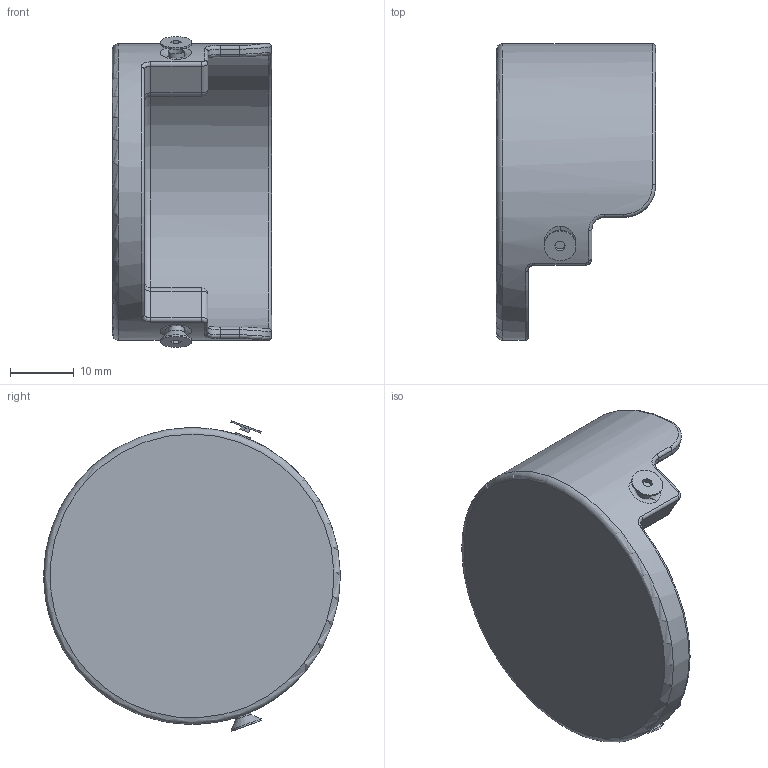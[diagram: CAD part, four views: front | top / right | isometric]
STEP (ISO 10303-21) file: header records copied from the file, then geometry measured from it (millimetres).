
FILE_DESCRIPTION(/* description */ (''),/* implementation_level */ '2;1');
FILE_NAME(/* name */ 'Fond arriere.step',/* time_stamp */ '2023-06-08T19:13:59+02:00',/* author */ (''),/* organization */ (''),/* preprocessor_version */ 'ST-DEVELOPER v19.2',/* originating_system */ 'Autodesk Translation Framework v12.4.0.73',/* authorisation */ '');
FILE_SCHEMA (('AUTOMOTIVE_DESIGN { 1 0 10303 214 3 1 1 }'));
Length unit declared in the file: metre
Products named in the file (1): Fond arriere
Bounding box: 25 x 46.6 x 48.79 mm (x, y, z)
Volume: 12223.5 mm3; surface area: 7834.9 mm2
Topology: 3 solids, 3 shells, 107 faces, 260 edges, 157 vertices
Faces by surface type: cylinder 35, plane 29, torus 17, bspline 16, sphere 6, cone 4
Full cylindrical faces by diameter (mm): 2 x2, 2.5 x2, 5 x2, 46.6 x1
Entity records: 11164 total; most frequent: CARTESIAN_POINT 8717, ORIENTED_EDGE 512, DIRECTION 481, EDGE_CURVE 256, AXIS2_PLACEMENT_3D 193, VERTEX_POINT 157, EDGE_LOOP 113, FACE_OUTER_BOUND 107
